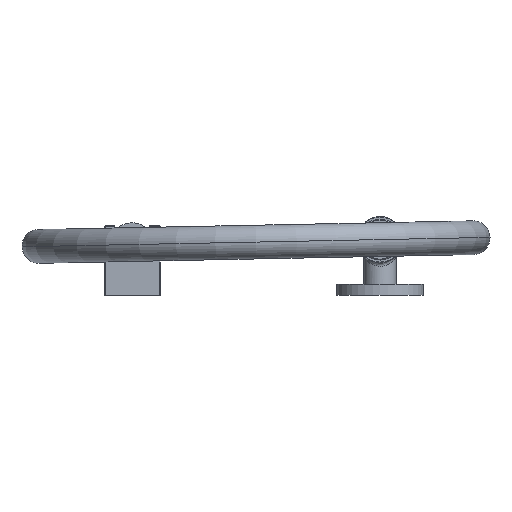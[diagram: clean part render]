
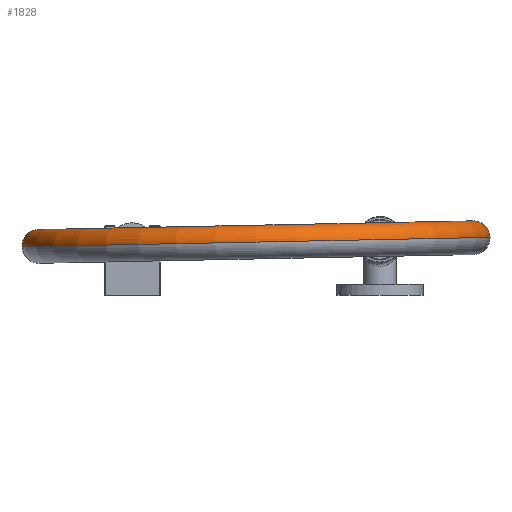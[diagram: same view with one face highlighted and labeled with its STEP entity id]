
A CAD part, front view. The second image highlights one B-rep face of the part: STEP entity #1828.
In plain terms, the highlighted toroidal (fillet/blend) face has major radius 175 mm and minor radius 13.6 mm.
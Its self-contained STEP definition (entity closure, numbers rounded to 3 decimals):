
#76 = CARTESIAN_POINT ( 'NONE',  ( 75., -749., 0. ) ) ;
#154 = EDGE_CURVE ( 'NONE', #1821, #1739, #521, .T. ) ;
#299 = DIRECTION ( 'NONE',  ( 0., 0., -1. ) ) ;
#369 = ORIENTED_EDGE ( 'NONE', *, *, #2004, .F. ) ;
#502 = EDGE_LOOP ( 'NONE', ( #369, #1834, #2058, #3421 ) ) ;
#521 = CIRCLE ( 'NONE', #867, 161.4 ) ;
#543 = CARTESIAN_POINT ( 'NONE',  ( -288.6, -749., 0. ) ) ;
#672 = CARTESIAN_POINT ( 'NONE',  ( 88.6, -749., 0. ) ) ;
#750 = DIRECTION ( 'NONE',  ( 0., 0., -1. ) ) ;
#761 = CARTESIAN_POINT ( 'NONE',  ( 61.4, -749., 0. ) ) ;
#772 = CIRCLE ( 'NONE', #1063, 188.6 ) ;
#867 = AXIS2_PLACEMENT_3D ( 'NONE', #3139, #299, #1406 ) ;
#976 = EDGE_CURVE ( 'NONE', #2335, #1739, #2970, .T. ) ;
#1007 = DIRECTION ( 'NONE',  ( 0., -1., 0. ) ) ;
#1063 = AXIS2_PLACEMENT_3D ( 'NONE', #2438, #2767, #3283 ) ;
#1139 = CARTESIAN_POINT ( 'NONE',  ( -100., -749., 0. ) ) ;
#1156 = DIRECTION ( 'NONE',  ( 0., 0., -1. ) ) ;
#1346 = CIRCLE ( 'NONE', #3396, 13.6 ) ;
#1406 = DIRECTION ( 'NONE',  ( -1., 0., 0. ) ) ;
#1468 = AXIS2_PLACEMENT_3D ( 'NONE', #1139, #1156, #1723 ) ;
#1642 = TOROIDAL_SURFACE ( 'NONE', #1468, 175., 13.6 ) ;
#1697 = DIRECTION ( 'NONE',  ( 0., 1., 0. ) ) ;
#1710 = VERTEX_POINT ( 'NONE', #672 ) ;
#1723 = DIRECTION ( 'NONE',  ( -1., 0., 0. ) ) ;
#1739 = VERTEX_POINT ( 'NONE', #1878 ) ;
#1821 = VERTEX_POINT ( 'NONE', #761 ) ;
#1828 = ADVANCED_FACE ( 'NONE', ( #2988 ), #1642, .T. ) ;
#1834 = ORIENTED_EDGE ( 'NONE', *, *, #2350, .T. ) ;
#1878 = CARTESIAN_POINT ( 'NONE',  ( -261.4, -749., 0. ) ) ;
#2004 = EDGE_CURVE ( 'NONE', #1710, #1821, #1346, .T. ) ;
#2058 = ORIENTED_EDGE ( 'NONE', *, *, #976, .T. ) ;
#2294 = DIRECTION ( 'NONE',  ( -1., 0., 0. ) ) ;
#2335 = VERTEX_POINT ( 'NONE', #543 ) ;
#2350 = EDGE_CURVE ( 'NONE', #1710, #2335, #772, .T. ) ;
#2438 = CARTESIAN_POINT ( 'NONE',  ( -100., -749., 0. ) ) ;
#2767 = DIRECTION ( 'NONE',  ( 0., 0., -1. ) ) ;
#2970 = CIRCLE ( 'NONE', #3442, 13.6 ) ;
#2988 = FACE_OUTER_BOUND ( 'NONE', #502, .T. ) ;
#3139 = CARTESIAN_POINT ( 'NONE',  ( -100., -749., 0. ) ) ;
#3283 = DIRECTION ( 'NONE',  ( -1., 0., 0. ) ) ;
#3396 = AXIS2_PLACEMENT_3D ( 'NONE', #76, #1697, #2294 ) ;
#3421 = ORIENTED_EDGE ( 'NONE', *, *, #154, .F. ) ;
#3442 = AXIS2_PLACEMENT_3D ( 'NONE', #3477, #1007, #750 ) ;
#3477 = CARTESIAN_POINT ( 'NONE',  ( -275., -749., 0. ) ) ;
